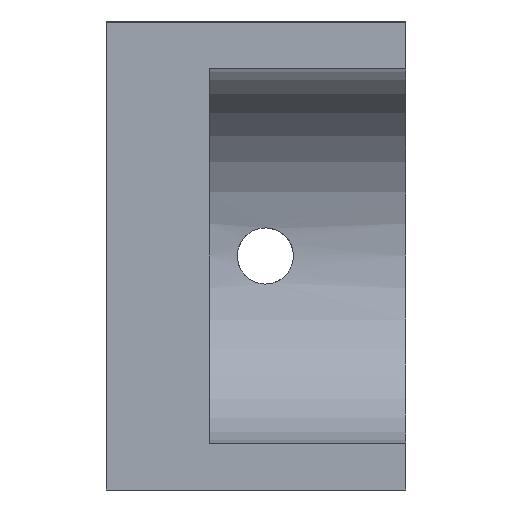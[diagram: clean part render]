
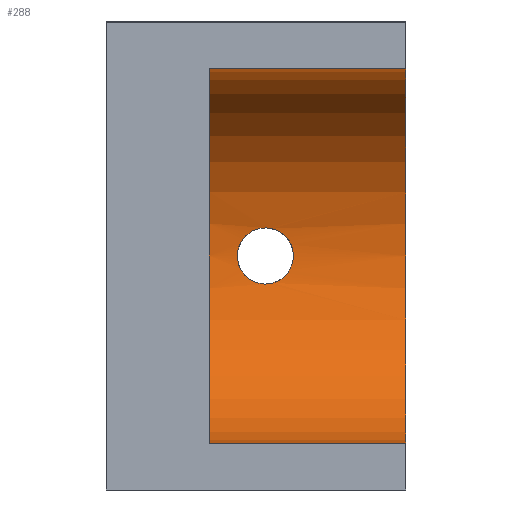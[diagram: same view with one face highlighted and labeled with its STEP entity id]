
A CAD part, left-side view. The second image highlights one B-rep face of the part: STEP entity #288.
In plain terms, the highlighted cylindrical face has radius 20 mm (diameter 40 mm), a partial arc.
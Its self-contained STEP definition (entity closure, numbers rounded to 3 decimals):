
#21=B_SPLINE_CURVE_WITH_KNOTS('',3,(#473,#474,#475,#476,#477,#478,#479,
#480,#481,#482,#483),.UNSPECIFIED.,.T.,.F.,(1,1,1,1,1,1,1,1,1,1,1,1,1,1,
1),(-0.007,-0.005,-0.002,0.,0.002,
0.005,0.007,0.009,0.012,
0.014,0.016,0.019,0.021,
0.023,0.026),.UNSPECIFIED.);
#23=CYLINDRICAL_SURFACE('',#321,20.);
#46=LINE('',#471,#74);
#47=LINE('',#487,#75);
#74=VECTOR('',#377,1000.);
#75=VECTOR('',#382,1000.);
#124=ORIENTED_EDGE('',*,*,#185,.F.);
#125=ORIENTED_EDGE('',*,*,#159,.F.);
#126=ORIENTED_EDGE('',*,*,#184,.F.);
#127=ORIENTED_EDGE('',*,*,#186,.T.);
#128=ORIENTED_EDGE('',*,*,#187,.T.);
#159=EDGE_CURVE('',#197,#198,#223,.T.);
#184=EDGE_CURVE('',#216,#197,#46,.T.);
#185=EDGE_CURVE('',#217,#217,#21,.T.);
#186=EDGE_CURVE('',#216,#218,#228,.T.);
#187=EDGE_CURVE('',#218,#198,#47,.T.);
#197=VERTEX_POINT('',#411);
#198=VERTEX_POINT('',#412);
#216=VERTEX_POINT('',#470);
#217=VERTEX_POINT('',#484);
#218=VERTEX_POINT('',#486);
#223=CIRCLE('',#310,20.);
#228=CIRCLE('',#322,20.);
#240=EDGE_LOOP('',(#124));
#241=EDGE_LOOP('',(#125,#126,#127,#128));
#260=FACE_BOUND('',#240,.T.);
#261=FACE_BOUND('',#241,.T.);
#288=ADVANCED_FACE('',(#260,#261),#23,.F.);
#310=AXIS2_PLACEMENT_3D('',#410,#336,#337);
#321=AXIS2_PLACEMENT_3D('',#472,#378,#379);
#322=AXIS2_PLACEMENT_3D('',#485,#380,#381);
#336=DIRECTION('',(0.,1.,0.));
#337=DIRECTION('',(-1.,0.,0.));
#377=DIRECTION('',(0.,-1.,0.));
#378=DIRECTION('',(0.,-1.,0.));
#379=DIRECTION('',(0.,0.,-1.));
#380=DIRECTION('',(0.,1.,0.));
#381=DIRECTION('',(-1.,0.,0.));
#382=DIRECTION('',(0.,-1.,0.));
#410=CARTESIAN_POINT('',(0.,0.,0.));
#411=CARTESIAN_POINT('',(0.,0.,20.));
#412=CARTESIAN_POINT('',(0.,0.,-20.));
#470=CARTESIAN_POINT('',(0.,21.,20.));
#471=CARTESIAN_POINT('',(0.,21.,20.));
#472=CARTESIAN_POINT('',(0.,21.,0.));
#473=CARTESIAN_POINT('',(19.888,12.647,2.349));
#474=CARTESIAN_POINT('',(19.717,15.001,3.325));
#475=CARTESIAN_POINT('',(19.888,17.351,2.35));
#476=CARTESIAN_POINT('',(20.056,18.324,0.003));
#477=CARTESIAN_POINT('',(19.888,17.352,-2.351));
#478=CARTESIAN_POINT('',(19.717,15.001,-3.324));
#479=CARTESIAN_POINT('',(19.887,12.652,-2.353));
#480=CARTESIAN_POINT('',(20.056,11.675,-0.003));
#481=CARTESIAN_POINT('',(19.888,12.647,2.349));
#482=CARTESIAN_POINT('',(19.717,15.001,3.325));
#483=CARTESIAN_POINT('',(19.888,17.351,2.35));
#484=CARTESIAN_POINT('',(19.774,15.,3.));
#485=CARTESIAN_POINT('',(0.,21.,0.));
#486=CARTESIAN_POINT('',(0.,21.,-20.));
#487=CARTESIAN_POINT('',(0.,21.,-20.));
